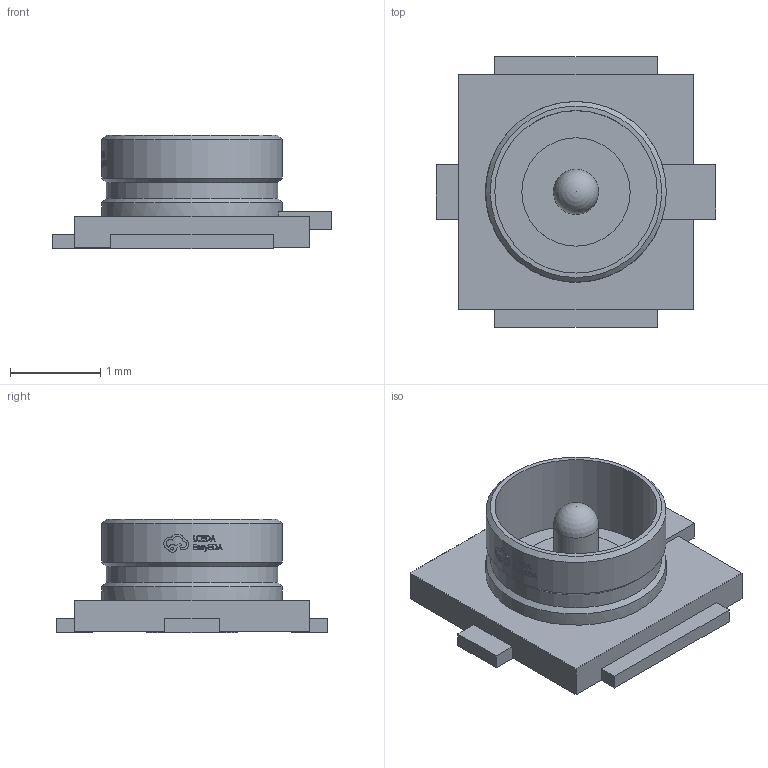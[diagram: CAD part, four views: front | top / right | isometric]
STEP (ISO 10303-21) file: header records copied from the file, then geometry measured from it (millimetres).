
FILE_DESCRIPTION(/* description */ ('','CAx-IF Rec.Pracs.---Representation and Presentation of Product Manufacturing Information (PMI)---4.0---2014-10-13'),/* implementation_level */ '2;1');
FILE_NAME(/* name */ '13lB-RF1-IPEX-SMD_BWIPX-1-001E.step',/* time_stamp */ '2025-03-21T14:16:51+08:00',/* author */ (''),/* organization */ (''),/* preprocessor_version */ 'ST-DEVELOPER v20',/* originating_system */ 'Autodesk Translation Framework v13.20.0.188',/* authorisation */ '');
FILE_SCHEMA (('AP242_MANAGED_MODEL_BASED_3D_ENGINEERING_MIM_LF { 1 0 10303 442 1 1 4 }'));
Length unit declared in the file: millimetre
Products named in the file (2): 13lB-RF1-IPEX-SMD_BWIPX-1-001E; COMPOUND
Assembly tree (1 placements, depth 2):
  13lB-RF1-IPEX-SMD_BWIPX-1-001E
    COMPOUND
Bounding box: 3.1 x 3 x 1.26 mm (x, y, z)
Volume: 3.2 mm3; surface area: 33.2 mm2
Topology: 14 solids, 14 shells, 338 faces, 895 edges, 595 vertices
Faces by surface type: plane 197, bspline 112, cylinder 24, cone 3, torus 1, sphere 1
Full cylindrical faces by diameter (mm): 0.3 x1, 0.5 x1, 1.2 x1, 1.8 x1, 1.9 x1, 2 x2
Entity records: 13084 total; most frequent: CARTESIAN_POINT 4755, ORIENTED_EDGE 1788, DIRECTION 1346, EDGE_CURVE 894, VERTEX_POINT 595, LINE 574, VECTOR 574, AXIS2_PLACEMENT_3D 386
